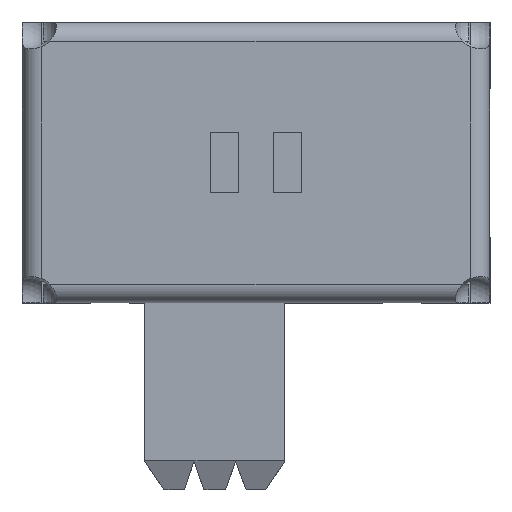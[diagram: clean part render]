
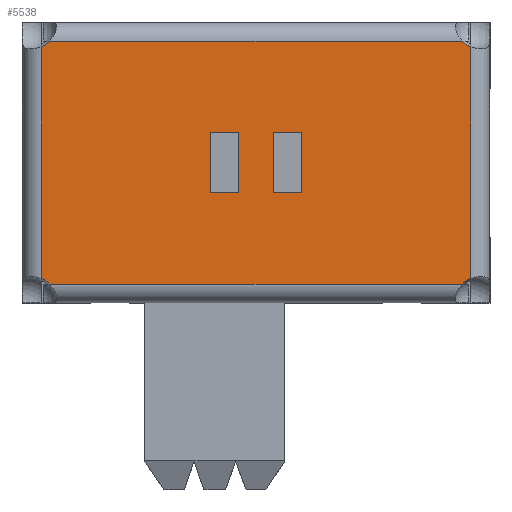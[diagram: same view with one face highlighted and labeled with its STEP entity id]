
A CAD part, top view. The second image highlights one B-rep face of the part: STEP entity #5538.
In plain terms, the highlighted planar face has unit normal (0, 0, 1).
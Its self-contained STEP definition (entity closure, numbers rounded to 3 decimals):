
#80=CIRCLE('',#5761,0.479);
#81=CIRCLE('',#5762,0.479);
#82=CIRCLE('',#5763,0.479);
#83=CIRCLE('',#5764,0.479);
#208=ORIENTED_EDGE('',*,*,#1432,.F.);
#209=ORIENTED_EDGE('',*,*,#1433,.F.);
#210=ORIENTED_EDGE('',*,*,#1434,.F.);
#211=ORIENTED_EDGE('',*,*,#1435,.F.);
#212=ORIENTED_EDGE('',*,*,#1436,.F.);
#213=ORIENTED_EDGE('',*,*,#1437,.T.);
#214=ORIENTED_EDGE('',*,*,#1438,.T.);
#215=ORIENTED_EDGE('',*,*,#1439,.T.);
#216=ORIENTED_EDGE('',*,*,#1440,.F.);
#217=ORIENTED_EDGE('',*,*,#1441,.T.);
#218=ORIENTED_EDGE('',*,*,#1442,.T.);
#219=ORIENTED_EDGE('',*,*,#1443,.T.);
#220=ORIENTED_EDGE('',*,*,#1444,.T.);
#221=ORIENTED_EDGE('',*,*,#1445,.T.);
#222=ORIENTED_EDGE('',*,*,#1446,.T.);
#223=ORIENTED_EDGE('',*,*,#1447,.T.);
#1432=EDGE_CURVE('',#2044,#2045,#2442,.T.);
#1433=EDGE_CURVE('',#2046,#2044,#2443,.T.);
#1434=EDGE_CURVE('',#2047,#2046,#2444,.T.);
#1435=EDGE_CURVE('',#2045,#2047,#2445,.T.);
#1436=EDGE_CURVE('',#2048,#2049,#80,.T.);
#1437=EDGE_CURVE('',#2048,#2050,#2446,.T.);
#1438=EDGE_CURVE('',#2050,#2051,#81,.T.);
#1439=EDGE_CURVE('',#2051,#2052,#2447,.T.);
#1440=EDGE_CURVE('',#2053,#2052,#82,.T.);
#1441=EDGE_CURVE('',#2053,#2054,#2448,.T.);
#1442=EDGE_CURVE('',#2054,#2055,#83,.T.);
#1443=EDGE_CURVE('',#2055,#2049,#2449,.T.);
#1444=EDGE_CURVE('',#2056,#2057,#2450,.T.);
#1445=EDGE_CURVE('',#2057,#2058,#2451,.T.);
#1446=EDGE_CURVE('',#2058,#2059,#2452,.T.);
#1447=EDGE_CURVE('',#2059,#2056,#2453,.T.);
#2044=VERTEX_POINT('',#7276);
#2045=VERTEX_POINT('',#7277);
#2046=VERTEX_POINT('',#7279);
#2047=VERTEX_POINT('',#7281);
#2048=VERTEX_POINT('',#7284);
#2049=VERTEX_POINT('',#7285);
#2050=VERTEX_POINT('',#7287);
#2051=VERTEX_POINT('',#7289);
#2052=VERTEX_POINT('',#7291);
#2053=VERTEX_POINT('',#7293);
#2054=VERTEX_POINT('',#7295);
#2055=VERTEX_POINT('',#7297);
#2056=VERTEX_POINT('',#7300);
#2057=VERTEX_POINT('',#7301);
#2058=VERTEX_POINT('',#7303);
#2059=VERTEX_POINT('',#7305);
#2442=LINE('',#7275,#2918);
#2443=LINE('',#7278,#2919);
#2444=LINE('',#7280,#2920);
#2445=LINE('',#7282,#2921);
#2446=LINE('',#7286,#2922);
#2447=LINE('',#7290,#2923);
#2448=LINE('',#7294,#2924);
#2449=LINE('',#7298,#2925);
#2450=LINE('',#7299,#2926);
#2451=LINE('',#7302,#2927);
#2452=LINE('',#7304,#2928);
#2453=LINE('',#7306,#2929);
#2918=VECTOR('',#6109,1000.);
#2919=VECTOR('',#6110,1000.);
#2920=VECTOR('',#6111,1000.);
#2921=VECTOR('',#6112,1000.);
#2922=VECTOR('',#6115,1000.);
#2923=VECTOR('',#6118,1000.);
#2924=VECTOR('',#6121,1000.);
#2925=VECTOR('',#6124,1000.);
#2926=VECTOR('',#6125,1000.);
#2927=VECTOR('',#6126,1000.);
#2928=VECTOR('',#6127,1000.);
#2929=VECTOR('',#6128,1000.);
#3394=EDGE_LOOP('',(#208,#209,#210,#211));
#3395=EDGE_LOOP('',(#212,#213,#214,#215,#216,#217,#218,#219));
#3396=EDGE_LOOP('',(#220,#221,#222,#223));
#3622=FACE_BOUND('',#3394,.T.);
#3623=FACE_BOUND('',#3395,.T.);
#3624=FACE_BOUND('',#3396,.T.);
#3850=PLANE('',#5760);
#5538=ADVANCED_FACE('',(#3622,#3623,#3624),#3850,.T.);
#5760=AXIS2_PLACEMENT_3D('',#7274,#6107,#6108);
#5761=AXIS2_PLACEMENT_3D('',#7283,#6113,#6114);
#5762=AXIS2_PLACEMENT_3D('',#7288,#6116,#6117);
#5763=AXIS2_PLACEMENT_3D('',#7292,#6119,#6120);
#5764=AXIS2_PLACEMENT_3D('',#7296,#6122,#6123);
#6107=DIRECTION('',(0.,0.,1.));
#6108=DIRECTION('',(1.,0.,0.));
#6109=DIRECTION('',(-1.,0.,0.));
#6110=DIRECTION('',(0.,1.,0.));
#6111=DIRECTION('',(1.,0.,0.));
#6112=DIRECTION('',(0.,-1.,0.));
#6113=DIRECTION('',(0.,0.,1.));
#6114=DIRECTION('',(-1.,0.,0.));
#6115=DIRECTION('',(-1.,0.,0.));
#6116=DIRECTION('',(0.,0.,-1.));
#6117=DIRECTION('',(1.,0.,0.));
#6118=DIRECTION('',(0.,-1.,0.));
#6119=DIRECTION('',(0.,0.,1.));
#6120=DIRECTION('',(1.,0.,0.));
#6121=DIRECTION('',(1.,0.,0.));
#6122=DIRECTION('',(0.,0.,-1.));
#6123=DIRECTION('',(-1.,0.,0.));
#6124=DIRECTION('',(0.,1.,0.));
#6125=DIRECTION('',(-1.,0.,0.));
#6126=DIRECTION('',(0.,1.,0.));
#6127=DIRECTION('',(1.,0.,0.));
#6128=DIRECTION('',(0.,-1.,0.));
#7274=CARTESIAN_POINT('',(0.,0.,3.7));
#7275=CARTESIAN_POINT('',(-0.376,0.65,3.7));
#7276=CARTESIAN_POINT('',(-0.376,0.65,3.7));
#7277=CARTESIAN_POINT('',(-0.976,0.65,3.7));
#7278=CARTESIAN_POINT('',(-0.376,-0.65,3.7));
#7279=CARTESIAN_POINT('',(-0.376,-0.65,3.7));
#7280=CARTESIAN_POINT('',(-0.976,-0.65,3.7));
#7281=CARTESIAN_POINT('',(-0.976,-0.65,3.7));
#7282=CARTESIAN_POINT('',(-0.976,0.65,3.7));
#7283=CARTESIAN_POINT('',(4.769,2.929,3.7));
#7284=CARTESIAN_POINT('',(4.421,2.6,3.7));
#7285=CARTESIAN_POINT('',(4.6,2.481,3.7));
#7286=CARTESIAN_POINT('',(-5.,2.6,3.7));
#7287=CARTESIAN_POINT('',(-4.421,2.6,3.7));
#7288=CARTESIAN_POINT('',(-4.769,2.929,3.7));
#7289=CARTESIAN_POINT('',(-4.6,2.481,3.7));
#7290=CARTESIAN_POINT('',(-4.6,-3.,3.7));
#7291=CARTESIAN_POINT('',(-4.6,-2.481,3.7));
#7292=CARTESIAN_POINT('',(-4.769,-2.929,3.7));
#7293=CARTESIAN_POINT('',(-4.421,-2.6,3.7));
#7294=CARTESIAN_POINT('',(5.,-2.6,3.7));
#7295=CARTESIAN_POINT('',(4.421,-2.6,3.7));
#7296=CARTESIAN_POINT('',(4.769,-2.929,3.7));
#7297=CARTESIAN_POINT('',(4.6,-2.481,3.7));
#7298=CARTESIAN_POINT('',(4.6,3.,3.7));
#7299=CARTESIAN_POINT('',(0.976,-0.65,3.7));
#7300=CARTESIAN_POINT('',(0.976,-0.65,3.7));
#7301=CARTESIAN_POINT('',(0.376,-0.65,3.7));
#7302=CARTESIAN_POINT('',(0.376,-0.65,3.7));
#7303=CARTESIAN_POINT('',(0.376,0.65,3.7));
#7304=CARTESIAN_POINT('',(0.376,0.65,3.7));
#7305=CARTESIAN_POINT('',(0.976,0.65,3.7));
#7306=CARTESIAN_POINT('',(0.976,0.65,3.7));
